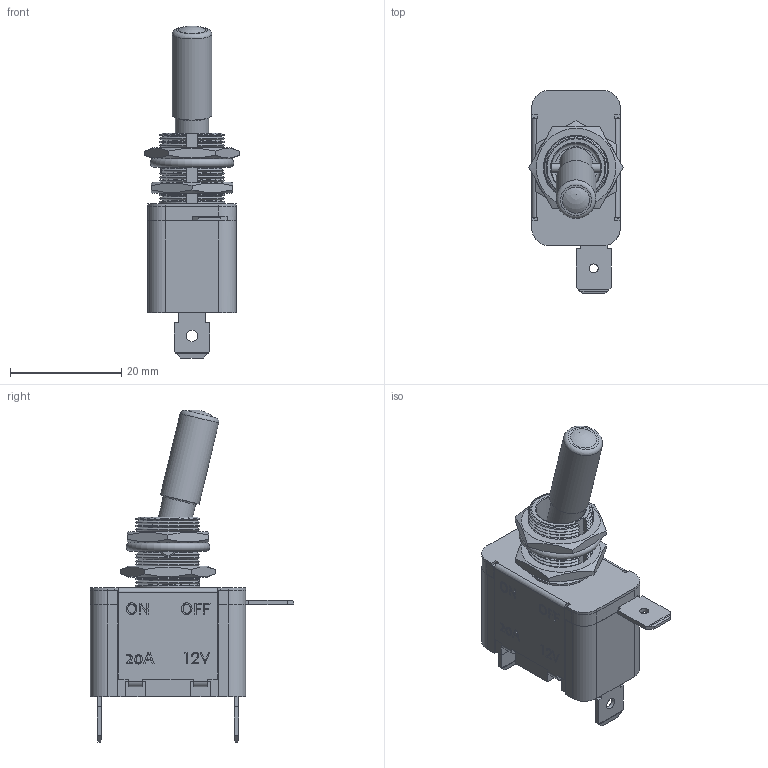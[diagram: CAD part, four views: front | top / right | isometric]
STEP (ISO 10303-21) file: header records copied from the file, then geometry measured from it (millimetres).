
FILE_DESCRIPTION(/* description */ (''),/* implementation_level */ '2;1');
FILE_NAME(/* name */ 'Switch Toggle 2p with LED 12V.step',/* time_stamp */ '2023-08-23T19:27:00+02:00',/* author */ (''),/* organization */ (''),/* preprocessor_version */ 'ST-DEVELOPER v20',/* originating_system */ 'Autodesk Translation Framework v12.9.0.99',/* authorisation */ '');
FILE_SCHEMA (('AUTOMOTIVE_DESIGN { 1 0 10303 214 3 1 1 }'));
Length unit declared in the file: inch
Products named in the file (1): Switch 12V LED Toggle
Bounding box: 16.95 x 36.58 x 59.62 mm (x, y, z)
Volume: 10141.9 mm3; surface area: 8041.9 mm2
Topology: 10 solids, 10 shells, 551 faces, 1482 edges, 987 vertices
Faces by surface type: plane 308, cylinder 101, bspline 69, cone 61, torus 10, sphere 2
Full cylindrical faces by diameter (mm): 1.587 x5, 2.083 x2, 2.286 x2, 2.946 x1, 3.175 x5, 3.302 x3, 5.994 x1, 7.112 x1, 8.89 x1, 11.354 x1, 11.379 x1
Entity records: 21124 total; most frequent: CARTESIAN_POINT 7701, ORIENTED_EDGE 2962, DIRECTION 2435, EDGE_CURVE 1481, VERTEX_POINT 987, LINE 905, VECTOR 905, AXIS2_PLACEMENT_3D 765
